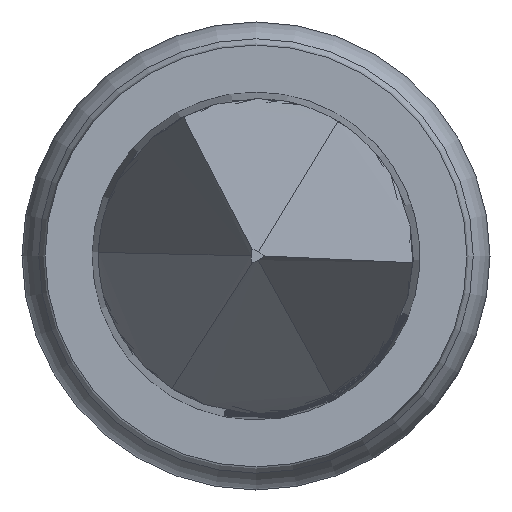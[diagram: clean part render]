
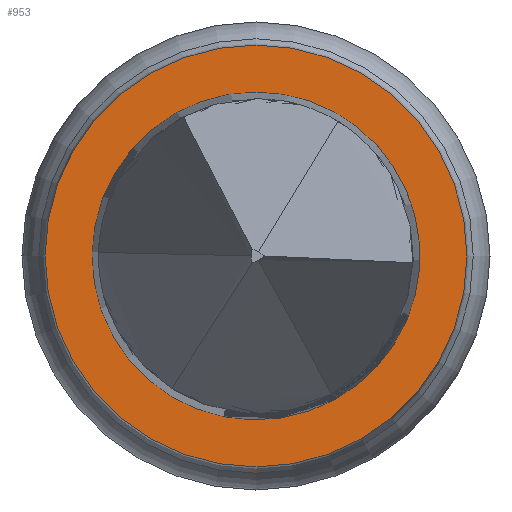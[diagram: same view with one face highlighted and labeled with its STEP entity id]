
A CAD part, left-side view. The second image highlights one B-rep face of the part: STEP entity #953.
In plain terms, the highlighted planar face has unit normal (-1, 0, 0).
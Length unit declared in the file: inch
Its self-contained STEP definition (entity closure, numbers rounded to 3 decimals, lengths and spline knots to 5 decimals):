
#103 = CARTESIAN_POINT ( 'NONE',  ( 0., 0., 0. ) ) ;
#133 = DIRECTION ( 'NONE',  ( 0., 0., -1. ) ) ;
#191 = EDGE_LOOP ( 'NONE', ( #912 ) ) ;
#215 = CARTESIAN_POINT ( 'NONE',  ( 0., 0., 0. ) ) ;
#238 = DIRECTION ( 'NONE',  ( 1., 0., 0. ) ) ;
#241 = CARTESIAN_POINT ( 'NONE',  ( 0., 0., -0.02425 ) ) ;
#402 = FACE_BOUND ( 'NONE', #191, .T. ) ;
#441 = ORIENTED_EDGE ( 'NONE', *, *, #774, .F. ) ;
#521 = VERTEX_POINT ( 'NONE', #241 ) ;
#535 = PLANE ( 'NONE',  #760 ) ;
#760 = AXIS2_PLACEMENT_3D ( 'NONE', #215, #1009, #1643 ) ;
#765 = CARTESIAN_POINT ( 'NONE',  ( 0., 0., 0.01884 ) ) ;
#772 = EDGE_LOOP ( 'NONE', ( #441 ) ) ;
#774 = EDGE_CURVE ( 'NONE', #521, #521, #1603, .T. ) ;
#873 = AXIS2_PLACEMENT_3D ( 'NONE', #1638, #1163, #133 ) ;
#912 = ORIENTED_EDGE ( 'NONE', *, *, #1305, .T. ) ;
#953 = ADVANCED_FACE ( 'NONE', ( #402, #1478 ), #535, .T. ) ;
#998 = CIRCLE ( 'NONE', #1410, 0.01884 ) ;
#1009 = DIRECTION ( 'NONE',  ( -1., 0., 0. ) ) ;
#1026 = DIRECTION ( 'NONE',  ( 0., 0., 1. ) ) ;
#1163 = DIRECTION ( 'NONE',  ( 1., 0., 0. ) ) ;
#1305 = EDGE_CURVE ( 'NONE', #1420, #1420, #998, .T. ) ;
#1410 = AXIS2_PLACEMENT_3D ( 'NONE', #103, #238, #1026 ) ;
#1420 = VERTEX_POINT ( 'NONE', #765 ) ;
#1478 = FACE_OUTER_BOUND ( 'NONE', #772, .T. ) ;
#1603 = CIRCLE ( 'NONE', #873, 0.02425 ) ;
#1638 = CARTESIAN_POINT ( 'NONE',  ( 0., 0., 0. ) ) ;
#1643 = DIRECTION ( 'NONE',  ( 0., 0., 1. ) ) ;
